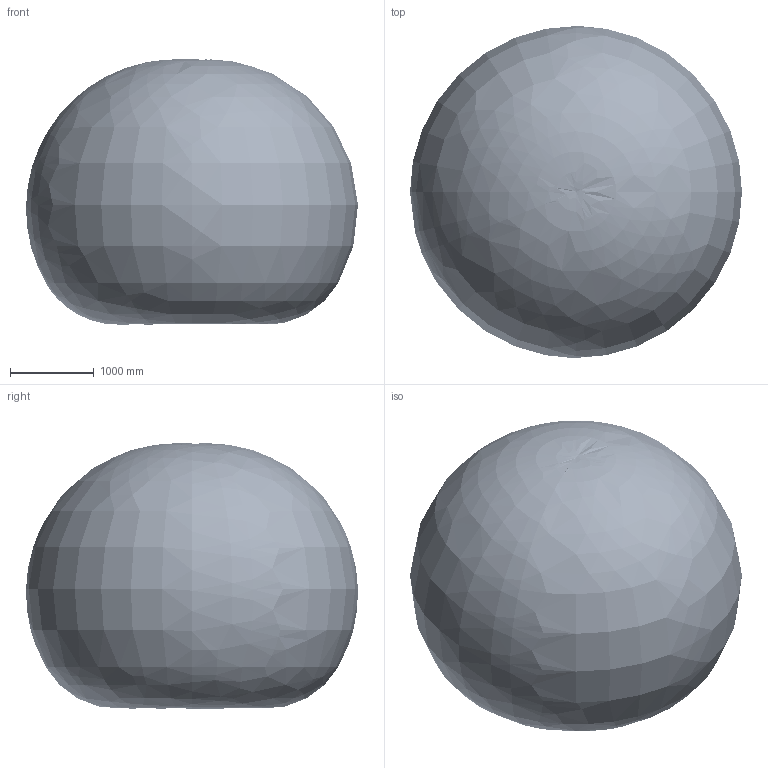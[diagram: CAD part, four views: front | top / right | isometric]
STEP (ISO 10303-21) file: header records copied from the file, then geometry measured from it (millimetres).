
FILE_DESCRIPTION(/* description */ ('STEP AP203'),/* implementation_level */ '2;1');
FILE_NAME(/* name */ '3D-model_AT_00010.stp',/* time_stamp */ '2023-06-06T16:18:09+02:00',/* author */ ('tim.stocker'),/* organization */ (''),/* preprocessor_version */ 'ST-DEVELOPER v16.5',/* originating_system */ 'Autodesk Inventor 2017',/* authorisation */ '');
FILE_SCHEMA (('AUTOMOTIVE_DESIGN { 1 0 10303 214 3 1 1 }'));
Products named in the file (10): AT_00010_DUMMY articc6-2118-45kg; MT_WST00105763 Grundgestell; MT_WST00105776 Dummy Karussell; MT_WST00105762 Schwinge; MT_WST00105778 Dummy Schulter; MT_WST00105790 Zwischenrohr; MT_WST00105779 Dummy Arm; MT_WST00105753 Hand; MT_WST00106130 Hand; MT_WST00113279 Arbeitsbereich
Assembly tree (9 placements, depth 2):
  AT_00010_DUMMY articc6-2118-45kg
    MT_WST00105763 Grundgestell
    MT_WST00105776 Dummy Karussell
    MT_WST00105762 Schwinge
    MT_WST00105778 Dummy Schulter
    MT_WST00105790 Zwischenrohr
    MT_WST00105779 Dummy Arm
    MT_WST00105753 Hand
    MT_WST00106130 Hand
    MT_WST00113279 Arbeitsbereich
Bounding box: 3965.08 x 3964.55 x 3165.81 mm (x, y, z)
Volume: 27734770468 mm3; surface area: 57127677.1 mm2
Topology: 9 solids, 33 shells, 6092 faces, 14716 edges, 8860 vertices
Faces by surface type: bspline 1845, plane 1557, cylinder 1436, torus 600, cone 425, sphere 229
Full cylindrical faces by diameter (mm): 1.4 x4, 1.5 x4, 2.5 x4, 3.242 x11, 3.8 x6, 4 x7, 4.134 x3, 4.2 x7, 4.917 x21, 5 x1, 5.8 x4, 6 x1, 6.5 x1, 6.647 x28, 6.7 x1, 6.8 x6, 7.6 x4, 7.8 x2, 8 x9, 8.5 x71, 8.8 x2, 9 x5, 9.9 x4, 10 x48, 10.106 x11, 10.5 x2, 11 x4, 11.6 x6, 12 x14, 13 x14
Entity records: 302075 total; most frequent: CARTESIAN_POINT 169838, ORIENTED_EDGE 26386, DIRECTION 25028, EDGE_CURVE 13193, AXIS2_PLACEMENT_3D 11057, VERTEX_POINT 8494, EDGE_LOOP 7505, CIRCLE 6248
